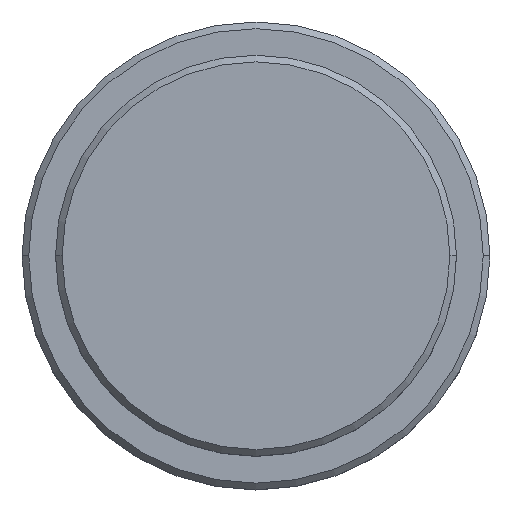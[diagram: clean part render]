
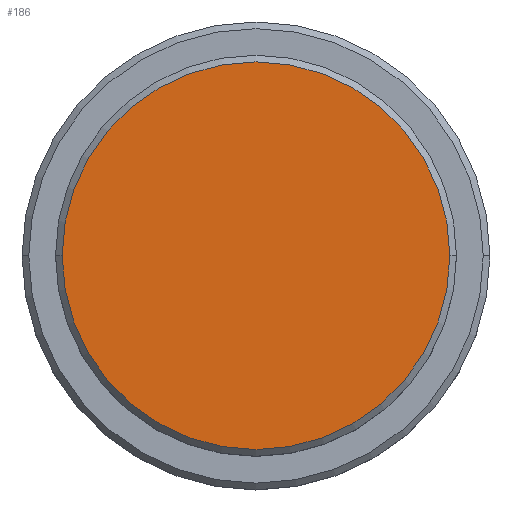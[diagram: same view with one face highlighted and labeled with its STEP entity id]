
A CAD part, top view. The second image highlights one B-rep face of the part: STEP entity #186.
In plain terms, the highlighted planar face has unit normal (0, 0, 1).
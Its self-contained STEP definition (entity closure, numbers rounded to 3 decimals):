
#9 = DIRECTION ( 'NONE',  ( 1., 0., 0. ) ) ;
#29 = CARTESIAN_POINT ( 'NONE',  ( 0., 0., 0. ) ) ;
#51 = DIRECTION ( 'NONE',  ( 1., 0., 0. ) ) ;
#93 = EDGE_LOOP ( 'NONE', ( #336, #224 ) ) ;
#130 = AXIS2_PLACEMENT_3D ( 'NONE', #1162, #1409, #1282 ) ;
#186 = ADVANCED_FACE ( 'NONE', ( #967 ), #734, .T. ) ;
#224 = ORIENTED_EDGE ( 'NONE', *, *, #895, .T. ) ;
#260 = AXIS2_PLACEMENT_3D ( 'NONE', #29, #1091, #9 ) ;
#330 = EDGE_CURVE ( 'NONE', #866, #1041, #578, .T. ) ;
#336 = ORIENTED_EDGE ( 'NONE', *, *, #330, .T. ) ;
#385 = CARTESIAN_POINT ( 'NONE',  ( 0., 0., 0. ) ) ;
#457 = AXIS2_PLACEMENT_3D ( 'NONE', #385, #506, #51 ) ;
#463 = CARTESIAN_POINT ( 'NONE',  ( -14.5, 0., 0. ) ) ;
#506 = DIRECTION ( 'NONE',  ( 0., 0., 1. ) ) ;
#578 = CIRCLE ( 'NONE', #457, 14.5 ) ;
#734 = PLANE ( 'NONE',  #130 ) ;
#866 = VERTEX_POINT ( 'NONE', #463 ) ;
#895 = EDGE_CURVE ( 'NONE', #1041, #866, #1119, .T. ) ;
#967 = FACE_OUTER_BOUND ( 'NONE', #93, .T. ) ;
#1041 = VERTEX_POINT ( 'NONE', #1380 ) ;
#1091 = DIRECTION ( 'NONE',  ( 0., 0., 1. ) ) ;
#1119 = CIRCLE ( 'NONE', #260, 14.5 ) ;
#1162 = CARTESIAN_POINT ( 'NONE',  ( 0., 0., 0. ) ) ;
#1282 = DIRECTION ( 'NONE',  ( 1., 0., 0. ) ) ;
#1380 = CARTESIAN_POINT ( 'NONE',  ( 14.5, 0., 0. ) ) ;
#1409 = DIRECTION ( 'NONE',  ( 0., 0., 1. ) ) ;
